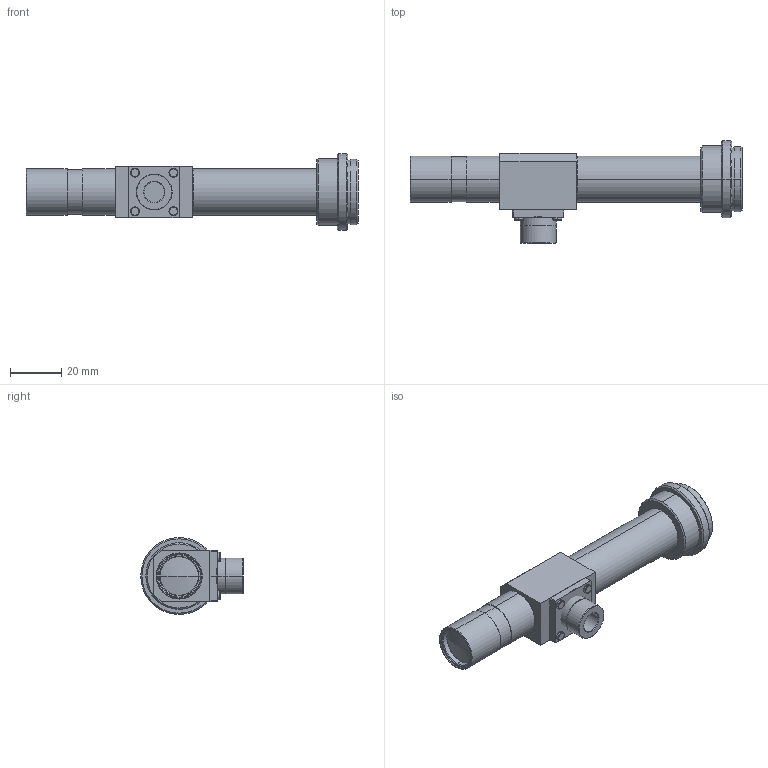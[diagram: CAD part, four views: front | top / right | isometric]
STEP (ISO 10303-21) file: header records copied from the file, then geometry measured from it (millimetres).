
FILE_DESCRIPTION (( 'STEP AP214' ), '1' );
FILE_NAME ('HR-1F-110 3D-Data.STEP', '2017-02-01T04:51:49', ( '' ), ( '' ), 'SwSTEP 2.0', 'SolidWorks 2016', '' );
FILE_SCHEMA (( 'AUTOMOTIVE_DESIGN' ));
Length unit declared in the file: millimetre
Products named in the file (2): HR-1F-110 3D-Data
Bounding box: 129.46 x 40 x 30 mm (x, y, z)
Volume: 51293.3 mm3; surface area: 15182.7 mm2
Topology: 7 solids, 7 shells, 147 faces, 296 edges, 179 vertices
Faces by surface type: cylinder 48, plane 45, cone 44, torus 8, sphere 2
Entity records: 4740 total; most frequent: DIRECTION 754, CARTESIAN_POINT 624, ORIENTED_EDGE 592, AXIS2_PLACEMENT_3D 309, EDGE_CURVE 296, VERTEX_POINT 179, EDGE_LOOP 165, CIRCLE 160
